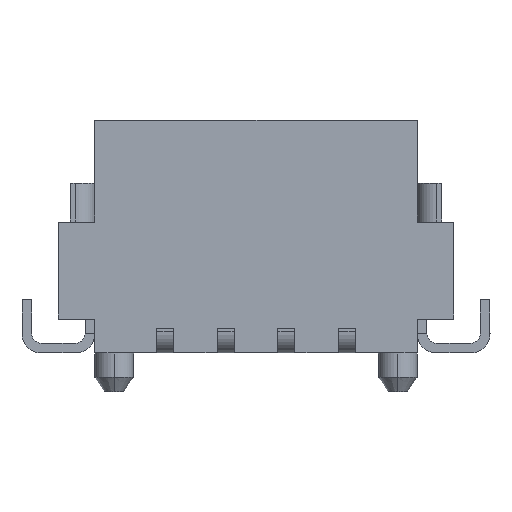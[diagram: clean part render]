
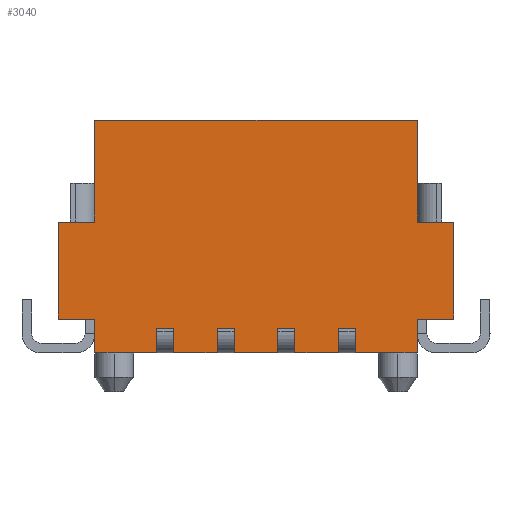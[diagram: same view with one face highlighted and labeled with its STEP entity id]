
A CAD part, front view. The second image highlights one B-rep face of the part: STEP entity #3040.
In plain terms, the highlighted planar face has unit normal (0, -1, 0).
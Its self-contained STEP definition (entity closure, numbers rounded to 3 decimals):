
#72=CARTESIAN_POINT('',(2.925,-1.7,0.));
#73=VERTEX_POINT('',#72);
#201=CARTESIAN_POINT('',(-2.925,-1.7,0.));
#202=VERTEX_POINT('',#201);
#336=CARTESIAN_POINT('',(-2.051,-1.7,0.0));
#337=VERTEX_POINT('',#336);
#344=CARTESIAN_POINT('',(-2.051,-1.7,0.0));
#345=DIRECTION('',(-1.0,0.0,0.0));
#346=VECTOR('',#345,0.874);
#347=LINE('',#344,#346);
#348=EDGE_CURVE('',#337,#202,#347,.T.);
#406=CARTESIAN_POINT('',(-3.325,-1.7,2.7));
#407=VERTEX_POINT('',#406);
#414=CARTESIAN_POINT('',(-3.325,-1.7,4.8));
#415=VERTEX_POINT('',#414);
#416=CARTESIAN_POINT('',(-3.325,-1.7,2.7));
#417=DIRECTION('',(0.0,0.0,1.0));
#418=VECTOR('',#417,2.1);
#419=LINE('',#416,#418);
#420=EDGE_CURVE('',#407,#415,#419,.T.);
#526=CARTESIAN_POINT('',(-3.325,-1.7,0.));
#527=VERTEX_POINT('',#526);
#534=CARTESIAN_POINT('',(-3.325,-1.7,0.7));
#535=VERTEX_POINT('',#534);
#536=CARTESIAN_POINT('',(-3.325,-1.7,0.));
#537=DIRECTION('',(0.0,0.0,1.0));
#538=VECTOR('',#537,0.7);
#539=LINE('',#536,#538);
#540=EDGE_CURVE('',#527,#535,#539,.T.);
#556=CARTESIAN_POINT('',(-4.075,-1.7,2.7));
#557=VERTEX_POINT('',#556);
#558=CARTESIAN_POINT('',(-3.325,-1.7,2.7));
#559=DIRECTION('',(-1.0,0.0,0.0));
#560=VECTOR('',#559,0.75);
#561=LINE('',#558,#560);
#562=EDGE_CURVE('',#407,#557,#561,.T.);
#1075=CARTESIAN_POINT('',(-4.075,-1.7,0.7));
#1076=VERTEX_POINT('',#1075);
#1077=CARTESIAN_POINT('',(-3.325,-1.7,0.7));
#1078=DIRECTION('',(-1.0,0.0,0.0));
#1079=VECTOR('',#1078,0.75);
#1080=LINE('',#1077,#1079);
#1081=EDGE_CURVE('',#535,#1076,#1080,.T.);
#1150=CARTESIAN_POINT('',(-4.075,-1.7,0.7));
#1151=DIRECTION('',(0.0,0.0,1.0));
#1152=VECTOR('',#1151,2.0);
#1153=LINE('',#1150,#1152);
#1154=EDGE_CURVE('',#1076,#557,#1153,.T.);
#1165=CARTESIAN_POINT('',(-0.449,-1.7,0.));
#1166=VERTEX_POINT('',#1165);
#1175=CARTESIAN_POINT('',(-0.449,-1.7,0.5));
#1176=VERTEX_POINT('',#1175);
#1177=CARTESIAN_POINT('',(-0.449,-1.7,0.));
#1178=DIRECTION('',(0.0,0.0,1.0));
#1179=VECTOR('',#1178,0.5);
#1180=LINE('',#1177,#1179);
#1181=EDGE_CURVE('',#1166,#1176,#1180,.T.);
#1205=CARTESIAN_POINT('',(-0.801,-1.7,0.));
#1206=VERTEX_POINT('',#1205);
#1223=CARTESIAN_POINT('',(-0.801,-1.7,0.5));
#1224=VERTEX_POINT('',#1223);
#1231=CARTESIAN_POINT('',(-0.801,-1.7,0.5));
#1232=DIRECTION('',(0.0,0.0,-1.0));
#1233=VECTOR('',#1232,0.5);
#1234=LINE('',#1231,#1233);
#1235=EDGE_CURVE('',#1224,#1206,#1234,.T.);
#1276=CARTESIAN_POINT('',(-1.699,-1.7,0.));
#1277=VERTEX_POINT('',#1276);
#1284=CARTESIAN_POINT('',(-1.699,-1.7,0.5));
#1285=VERTEX_POINT('',#1284);
#1286=CARTESIAN_POINT('',(-1.699,-1.7,0.));
#1287=DIRECTION('',(0.0,0.0,1.0));
#1288=VECTOR('',#1287,0.5);
#1289=LINE('',#1286,#1288);
#1290=EDGE_CURVE('',#1277,#1285,#1289,.T.);
#1310=CARTESIAN_POINT('',(-0.801,-1.7,0.));
#1311=DIRECTION('',(-1.0,0.0,0.0));
#1312=VECTOR('',#1311,0.898);
#1313=LINE('',#1310,#1312);
#1314=EDGE_CURVE('',#1206,#1277,#1313,.T.);
#1326=CARTESIAN_POINT('',(-2.051,-1.7,0.5));
#1327=VERTEX_POINT('',#1326);
#1334=CARTESIAN_POINT('',(-2.051,-1.7,0.5));
#1335=DIRECTION('',(0.0,0.0,-1.0));
#1336=VECTOR('',#1335,0.5);
#1337=LINE('',#1334,#1336);
#1338=EDGE_CURVE('',#1327,#337,#1337,.T.);
#1348=CARTESIAN_POINT('',(-2.925,-1.7,0.));
#1349=DIRECTION('',(-1.0,0.0,0.0));
#1350=VECTOR('',#1349,0.4);
#1351=LINE('',#1348,#1350);
#1352=EDGE_CURVE('',#202,#527,#1351,.T.);
#1822=CARTESIAN_POINT('',(0.449,-1.7,0.));
#1823=VERTEX_POINT('',#1822);
#1830=CARTESIAN_POINT('',(0.449,-1.7,0.));
#1831=DIRECTION('',(-1.0,0.0,0.0));
#1832=VECTOR('',#1831,0.898);
#1833=LINE('',#1830,#1832);
#1834=EDGE_CURVE('',#1823,#1166,#1833,.T.);
#1987=CARTESIAN_POINT('',(2.051,-1.7,0.));
#1988=VERTEX_POINT('',#1987);
#1989=CARTESIAN_POINT('',(2.051,-1.7,0.));
#1990=DIRECTION('',(1.0,0.0,0.0));
#1991=VECTOR('',#1990,0.874);
#1992=LINE('',#1989,#1991);
#1993=EDGE_CURVE('',#1988,#73,#1992,.T.);
#2325=CARTESIAN_POINT('',(3.325,-1.7,0.));
#2326=VERTEX_POINT('',#2325);
#2333=CARTESIAN_POINT('',(2.925,-1.7,0.));
#2334=DIRECTION('',(1.0,0.0,0.0));
#2335=VECTOR('',#2334,0.4);
#2336=LINE('',#2333,#2335);
#2337=EDGE_CURVE('',#73,#2326,#2336,.T.);
#2347=CARTESIAN_POINT('',(2.051,-1.7,0.5));
#2348=VERTEX_POINT('',#2347);
#2349=CARTESIAN_POINT('',(2.051,-1.7,0.5));
#2350=DIRECTION('',(0.0,0.0,-1.0));
#2351=VECTOR('',#2350,0.5);
#2352=LINE('',#2349,#2351);
#2353=EDGE_CURVE('',#2348,#1988,#2352,.T.);
#2395=CARTESIAN_POINT('',(0.801,-1.7,0.));
#2396=VERTEX_POINT('',#2395);
#2397=CARTESIAN_POINT('',(1.699,-1.7,0.));
#2398=VERTEX_POINT('',#2397);
#2399=CARTESIAN_POINT('',(0.801,-1.7,0.));
#2400=DIRECTION('',(1.0,0.0,0.0));
#2401=VECTOR('',#2400,0.898);
#2402=LINE('',#2399,#2401);
#2403=EDGE_CURVE('',#2396,#2398,#2402,.T.);
#2468=CARTESIAN_POINT('',(1.699,-1.7,0.5));
#2469=VERTEX_POINT('',#2468);
#2476=CARTESIAN_POINT('',(1.699,-1.7,0.));
#2477=DIRECTION('',(0.0,0.0,1.0));
#2478=VECTOR('',#2477,0.5);
#2479=LINE('',#2476,#2478);
#2480=EDGE_CURVE('',#2398,#2469,#2479,.T.);
#2517=CARTESIAN_POINT('',(4.075,-1.7,2.7));
#2518=VERTEX_POINT('',#2517);
#2525=CARTESIAN_POINT('',(4.075,-1.7,0.7));
#2526=VERTEX_POINT('',#2525);
#2527=CARTESIAN_POINT('',(4.075,-1.7,0.7));
#2528=DIRECTION('',(0.0,0.0,1.0));
#2529=VECTOR('',#2528,2.0);
#2530=LINE('',#2527,#2529);
#2531=EDGE_CURVE('',#2526,#2518,#2530,.T.);
#2563=CARTESIAN_POINT('',(0.449,-1.7,0.5));
#2564=VERTEX_POINT('',#2563);
#2571=CARTESIAN_POINT('',(0.449,-1.7,0.));
#2572=DIRECTION('',(0.0,0.0,1.0));
#2573=VECTOR('',#2572,0.5);
#2574=LINE('',#2571,#2573);
#2575=EDGE_CURVE('',#1823,#2564,#2574,.T.);
#2627=CARTESIAN_POINT('',(3.325,-1.7,4.8));
#2628=VERTEX_POINT('',#2627);
#2629=CARTESIAN_POINT('',(-3.325,-1.7,4.8));
#2630=DIRECTION('',(1.0,0.0,0.0));
#2631=VECTOR('',#2630,6.65);
#2632=LINE('',#2629,#2631);
#2633=EDGE_CURVE('',#415,#2628,#2632,.T.);
#2699=CARTESIAN_POINT('',(3.325,-1.7,2.7));
#2700=VERTEX_POINT('',#2699);
#2701=CARTESIAN_POINT('',(3.325,-1.7,2.7));
#2702=DIRECTION('',(0.0,0.0,1.0));
#2703=VECTOR('',#2702,2.1);
#2704=LINE('',#2701,#2703);
#2705=EDGE_CURVE('',#2700,#2628,#2704,.T.);
#2723=CARTESIAN_POINT('',(3.325,-1.7,0.7));
#2724=VERTEX_POINT('',#2723);
#2731=CARTESIAN_POINT('',(3.325,-1.7,0.));
#2732=DIRECTION('',(0.0,0.0,1.0));
#2733=VECTOR('',#2732,0.7);
#2734=LINE('',#2731,#2733);
#2735=EDGE_CURVE('',#2326,#2724,#2734,.T.);
#2770=CARTESIAN_POINT('',(2.051,-1.7,0.5));
#2771=DIRECTION('',(-1.0,0.0,0.0));
#2772=VECTOR('',#2771,0.352);
#2773=LINE('',#2770,#2772);
#2774=EDGE_CURVE('',#2348,#2469,#2773,.T.);
#2778=CARTESIAN_POINT('',(0.801,-1.7,0.5));
#2779=VERTEX_POINT('',#2778);
#2786=CARTESIAN_POINT('',(0.801,-1.7,0.5));
#2787=DIRECTION('',(-1.0,0.0,0.0));
#2788=VECTOR('',#2787,0.352);
#2789=LINE('',#2786,#2788);
#2790=EDGE_CURVE('',#2779,#2564,#2789,.T.);
#2795=CARTESIAN_POINT('',(-0.801,-1.7,0.5));
#2796=DIRECTION('',(1.0,0.0,0.0));
#2797=VECTOR('',#2796,0.352);
#2798=LINE('',#2795,#2797);
#2799=EDGE_CURVE('',#1224,#1176,#2798,.T.);
#2804=CARTESIAN_POINT('',(-2.051,-1.7,0.5));
#2805=DIRECTION('',(1.0,0.0,0.0));
#2806=VECTOR('',#2805,0.352);
#2807=LINE('',#2804,#2806);
#2808=EDGE_CURVE('',#1327,#1285,#2807,.T.);
#2852=CARTESIAN_POINT('',(3.325,-1.7,0.7));
#2853=DIRECTION('',(1.0,0.0,0.0));
#2854=VECTOR('',#2853,0.75);
#2855=LINE('',#2852,#2854);
#2856=EDGE_CURVE('',#2724,#2526,#2855,.T.);
#2867=CARTESIAN_POINT('',(0.801,-1.7,0.5));
#2868=DIRECTION('',(0.0,0.0,-1.0));
#2869=VECTOR('',#2868,0.5);
#2870=LINE('',#2867,#2869);
#2871=EDGE_CURVE('',#2779,#2396,#2870,.T.);
#2990=CARTESIAN_POINT('',(4.075,-1.7,2.7));
#2991=DIRECTION('',(-1.0,0.0,0.0));
#2992=VECTOR('',#2991,0.75);
#2993=LINE('',#2990,#2992);
#2994=EDGE_CURVE('',#2518,#2700,#2993,.T.);
#3003=CARTESIAN_POINT('',(-5.795,-1.7,-0.24));
#3004=DIRECTION('',(0.0,1.0,0.0));
#3005=DIRECTION('',(-1.0,0.0,0.0));
#3006=AXIS2_PLACEMENT_3D('',#3003,#3004,#3005);
#3007=PLANE('',#3006);
#3008=ORIENTED_EDGE('',*,*,#1834,.F.);
#3009=ORIENTED_EDGE('',*,*,#2575,.T.);
#3010=ORIENTED_EDGE('',*,*,#2790,.F.);
#3011=ORIENTED_EDGE('',*,*,#2871,.T.);
#3012=ORIENTED_EDGE('',*,*,#2403,.T.);
#3013=ORIENTED_EDGE('',*,*,#2480,.T.);
#3014=ORIENTED_EDGE('',*,*,#2774,.F.);
#3015=ORIENTED_EDGE('',*,*,#2353,.T.);
#3016=ORIENTED_EDGE('',*,*,#1993,.T.);
#3017=ORIENTED_EDGE('',*,*,#2337,.T.);
#3018=ORIENTED_EDGE('',*,*,#2735,.T.);
#3019=ORIENTED_EDGE('',*,*,#2856,.T.);
#3020=ORIENTED_EDGE('',*,*,#2531,.T.);
#3021=ORIENTED_EDGE('',*,*,#2994,.T.);
#3022=ORIENTED_EDGE('',*,*,#2705,.T.);
#3023=ORIENTED_EDGE('',*,*,#2633,.F.);
#3024=ORIENTED_EDGE('',*,*,#420,.F.);
#3025=ORIENTED_EDGE('',*,*,#562,.T.);
#3026=ORIENTED_EDGE('',*,*,#1154,.F.);
#3027=ORIENTED_EDGE('',*,*,#1081,.F.);
#3028=ORIENTED_EDGE('',*,*,#540,.F.);
#3029=ORIENTED_EDGE('',*,*,#1352,.F.);
#3030=ORIENTED_EDGE('',*,*,#348,.F.);
#3031=ORIENTED_EDGE('',*,*,#1338,.F.);
#3032=ORIENTED_EDGE('',*,*,#2808,.T.);
#3033=ORIENTED_EDGE('',*,*,#1290,.F.);
#3034=ORIENTED_EDGE('',*,*,#1314,.F.);
#3035=ORIENTED_EDGE('',*,*,#1235,.F.);
#3036=ORIENTED_EDGE('',*,*,#2799,.T.);
#3037=ORIENTED_EDGE('',*,*,#1181,.F.);
#3038=EDGE_LOOP('',(#3008,#3009,#3010,#3011,#3012,#3013,#3014,#3015,#3016,#3017,#3018,#3019,#3020,#3021,#3022,#3023,#3024,#3025,#3026,#3027,#3028,#3029,#3030,#3031,#3032,#3033,#3034,#3035,#3036,#3037));
#3039=FACE_OUTER_BOUND('',#3038,.T.);
#3040=ADVANCED_FACE('',(#3039),#3007,.F.);
